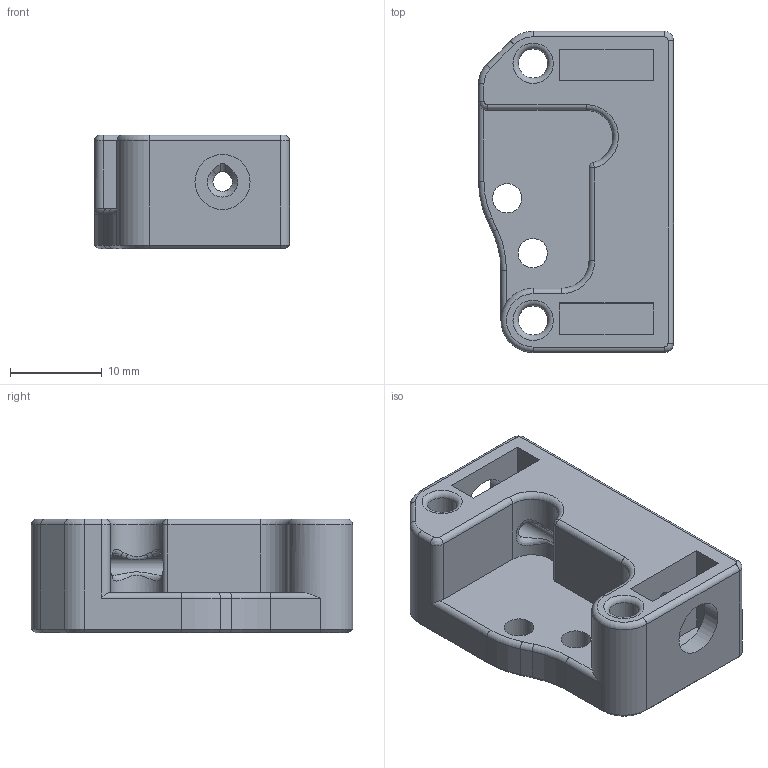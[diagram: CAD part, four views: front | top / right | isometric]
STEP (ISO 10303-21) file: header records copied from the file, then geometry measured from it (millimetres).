
FILE_DESCRIPTION(/* description */ (''),/* implementation_level */ '2;1');
FILE_NAME(/* name */ 'Ace-FRS-Nuts.step',/* time_stamp */ '2024-01-29T12:27:27+01:00',/* author */ (''),/* organization */ (''),/* preprocessor_version */ 'ST-DEVELOPER v20',/* originating_system */ 'Autodesk Translation Framework v12.14.0.127',/* authorisation */ '');
FILE_SCHEMA (('AUTOMOTIVE_DESIGN { 1 0 10303 214 3 1 1 }'));
Length unit declared in the file: millimetre
Products named in the file (2): Ace-FRS-Nuts; Ace-House-Nuts
Assembly tree (1 placements, depth 2):
  Ace-FRS-Nuts
    Ace-House-Nuts
Bounding box: 21.25 x 35 x 12.4 mm (x, y, z)
Volume: 5603.4 mm3; surface area: 3691.2 mm2
Topology: 1 solids, 1 shells, 105 faces, 257 edges, 154 vertices
Faces by surface type: plane 38, cylinder 33, cone 13, bspline 11, torus 9, sphere 1
Full cylindrical faces by diameter (mm): 3.2 x4, 6 x2
Entity records: 3558 total; most frequent: CARTESIAN_POINT 979, DIRECTION 550, ORIENTED_EDGE 514, EDGE_CURVE 257, AXIS2_PLACEMENT_3D 208, VERTEX_POINT 154, LINE 134, VECTOR 134
